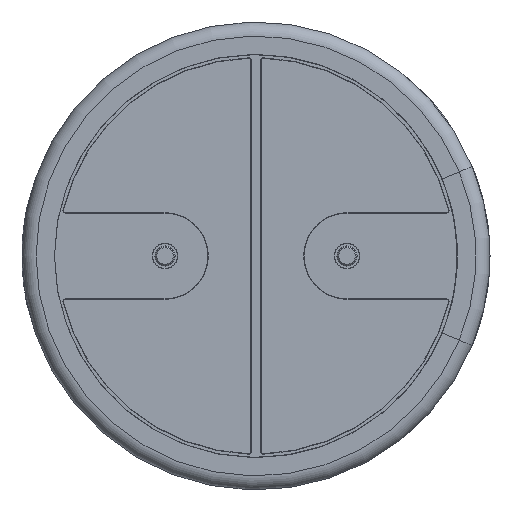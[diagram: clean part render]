
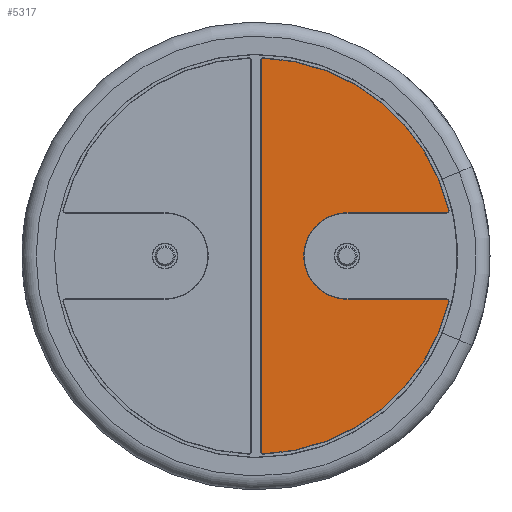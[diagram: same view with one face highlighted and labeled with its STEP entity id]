
A CAD part, front view. The second image highlights one B-rep face of the part: STEP entity #5317.
In plain terms, the highlighted planar face has unit normal (0, -1, 0).
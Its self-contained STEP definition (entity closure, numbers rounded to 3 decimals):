
#61=PLANE('',#5702);
#321=CIRCLE('',#5667,0.085);
#324=CIRCLE('',#5672,0.085);
#327=CIRCLE('',#5676,7.615);
#330=CIRCLE('',#5680,0.085);
#334=CIRCLE('',#5686,1.665);
#338=CIRCLE('',#5692,0.085);
#340=CIRCLE('',#5695,7.615);
#526=FACE_OUTER_BOUND('',#777,.T.);
#777=EDGE_LOOP('',(#4431,#4432,#4433,#4434,#4435,#4436,#4437,#4438,#4439,
#4440));
#1026=LINE('',#10762,#1254);
#1028=LINE('',#10786,#1256);
#1030=LINE('',#10798,#1258);
#1254=VECTOR('',#6517,10.);
#1256=VECTOR('',#6547,10.);
#1258=VECTOR('',#6561,10.);
#2264=VERTEX_POINT('',#10750);
#2267=VERTEX_POINT('',#10755);
#2269=VERTEX_POINT('',#10760);
#2271=VERTEX_POINT('',#10766);
#2273=VERTEX_POINT('',#10772);
#2275=VERTEX_POINT('',#10778);
#2277=VERTEX_POINT('',#10784);
#2279=VERTEX_POINT('',#10790);
#2281=VERTEX_POINT('',#10796);
#2283=VERTEX_POINT('',#10802);
#2998=EDGE_CURVE('',#2267,#2264,#321,.T.);
#3000=EDGE_CURVE('',#2269,#2267,#1026,.T.);
#3003=EDGE_CURVE('',#2271,#2269,#324,.T.);
#3006=EDGE_CURVE('',#2273,#2271,#327,.T.);
#3009=EDGE_CURVE('',#2275,#2273,#330,.T.);
#3012=EDGE_CURVE('',#2277,#2275,#1028,.T.);
#3015=EDGE_CURVE('',#2279,#2277,#334,.T.);
#3018=EDGE_CURVE('',#2281,#2279,#1030,.T.);
#3021=EDGE_CURVE('',#2283,#2281,#338,.T.);
#3023=EDGE_CURVE('',#2264,#2283,#340,.T.);
#4431=ORIENTED_EDGE('',*,*,#2998,.F.);
#4432=ORIENTED_EDGE('',*,*,#3000,.F.);
#4433=ORIENTED_EDGE('',*,*,#3003,.F.);
#4434=ORIENTED_EDGE('',*,*,#3006,.F.);
#4435=ORIENTED_EDGE('',*,*,#3009,.F.);
#4436=ORIENTED_EDGE('',*,*,#3012,.F.);
#4437=ORIENTED_EDGE('',*,*,#3015,.F.);
#4438=ORIENTED_EDGE('',*,*,#3018,.F.);
#4439=ORIENTED_EDGE('',*,*,#3021,.F.);
#4440=ORIENTED_EDGE('',*,*,#3023,.F.);
#5317=ADVANCED_FACE('',(#526),#61,.F.);
#5667=AXIS2_PLACEMENT_3D('',#10757,#6511,#6512);
#5672=AXIS2_PLACEMENT_3D('',#10768,#6523,#6524);
#5676=AXIS2_PLACEMENT_3D('',#10774,#6531,#6532);
#5680=AXIS2_PLACEMENT_3D('',#10780,#6539,#6540);
#5686=AXIS2_PLACEMENT_3D('',#10792,#6553,#6554);
#5692=AXIS2_PLACEMENT_3D('',#10804,#6567,#6568);
#5695=AXIS2_PLACEMENT_3D('',#10807,#6573,#6574);
#5702=AXIS2_PLACEMENT_3D('',#10820,#6593,#6594);
#6511=DIRECTION('center_axis',(0.,1.,0.));
#6512=DIRECTION('ref_axis',(-0.694,0.,0.72));
#6517=DIRECTION('',(0.,0.,1.));
#6523=DIRECTION('center_axis',(0.,1.,0.));
#6524=DIRECTION('ref_axis',(-0.694,0.,-0.72));
#6531=DIRECTION('center_axis',(0.,1.,0.));
#6532=DIRECTION('ref_axis',(0.634,0.,-0.773));
#6539=DIRECTION('center_axis',(0.,1.,0.));
#6540=DIRECTION('ref_axis',(0.785,0.,0.62));
#6547=DIRECTION('',(1.,0.,0.));
#6553=DIRECTION('center_axis',(0.,-1.,0.));
#6554=DIRECTION('ref_axis',(-1.,0.,0.));
#6561=DIRECTION('',(-1.,0.,0.));
#6567=DIRECTION('center_axis',(0.,1.,0.));
#6568=DIRECTION('ref_axis',(0.785,0.,-0.62));
#6573=DIRECTION('center_axis',(0.,1.,0.));
#6574=DIRECTION('ref_axis',(0.634,0.,0.773));
#6593=DIRECTION('center_axis',(0.,1.,0.));
#6594=DIRECTION('ref_axis',(0.,0.,1.));
#10750=CARTESIAN_POINT('',(0.288,-0.093,7.61));
#10755=CARTESIAN_POINT('',(0.2,-0.093,7.525));
#10757=CARTESIAN_POINT('Origin',(0.285,-0.093,7.525));
#10760=CARTESIAN_POINT('',(0.2,-0.093,-7.525));
#10762=CARTESIAN_POINT('',(0.2,-0.093,3.762));
#10766=CARTESIAN_POINT('',(0.288,-0.093,-7.61));
#10768=CARTESIAN_POINT('Origin',(0.285,-0.093,-7.525));
#10772=CARTESIAN_POINT('',(7.406,-0.093,-1.77));
#10774=CARTESIAN_POINT('Origin',(0.,-0.093,0.));
#10778=CARTESIAN_POINT('',(7.324,-0.093,-1.665));
#10780=CARTESIAN_POINT('Origin',(7.324,-0.093,-1.75));
#10784=CARTESIAN_POINT('',(3.5,-0.093,-1.665));
#10786=CARTESIAN_POINT('',(5.564,-0.093,-1.665));
#10790=CARTESIAN_POINT('',(3.5,-0.093,1.665));
#10792=CARTESIAN_POINT('Origin',(3.5,-0.093,0.));
#10796=CARTESIAN_POINT('',(7.324,-0.093,1.665));
#10798=CARTESIAN_POINT('',(3.652,-0.093,1.665));
#10802=CARTESIAN_POINT('',(7.406,-0.093,1.77));
#10804=CARTESIAN_POINT('Origin',(7.324,-0.093,1.75));
#10807=CARTESIAN_POINT('Origin',(0.,-0.093,0.));
#10820=CARTESIAN_POINT('Origin',(3.804,-0.093,0.));
